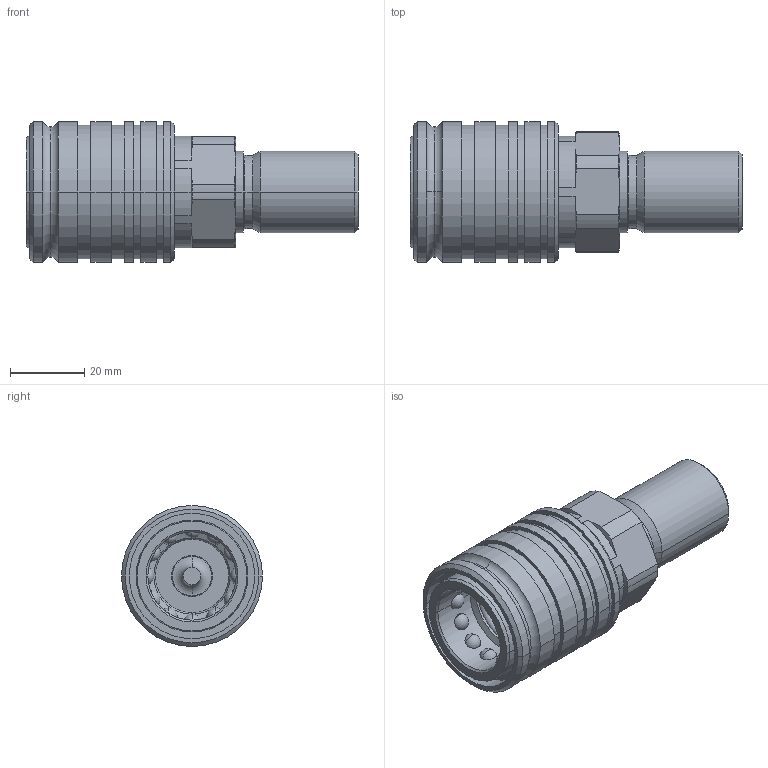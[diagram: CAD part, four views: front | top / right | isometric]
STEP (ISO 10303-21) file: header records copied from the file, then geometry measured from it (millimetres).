
FILE_DESCRIPTION( ( '' ), '1' );
FILE_NAME( '42422224.stp', '2012-08-14T12:36:02', ( '' ), ( '' ), ' ', ' ', ' ' );
FILE_SCHEMA( ( 'CONFIG_CONTROL_DESIGN' ) );
Length unit declared in the file: millimetre
Products named in the file (2): 1; 2
Bounding box: 89.5 x 38 x 38 mm (x, y, z)
Volume: 44495.8 mm3; surface area: 21419.8 mm2
Topology: 2 solids, 2 shells, 191 faces, 471 edges, 296 vertices
Faces by surface type: cylinder 77, cone 40, plane 40, sphere 22, torus 12
Entity records: 6399 total; most frequent: CARTESIAN_POINT 1809, DIRECTION 1008, ORIENTED_EDGE 902, EDGE_CURVE 451, AXIS2_PLACEMENT_3D 430, VERTEX_POINT 296, CIRCLE 235, EDGE_LOOP 227
